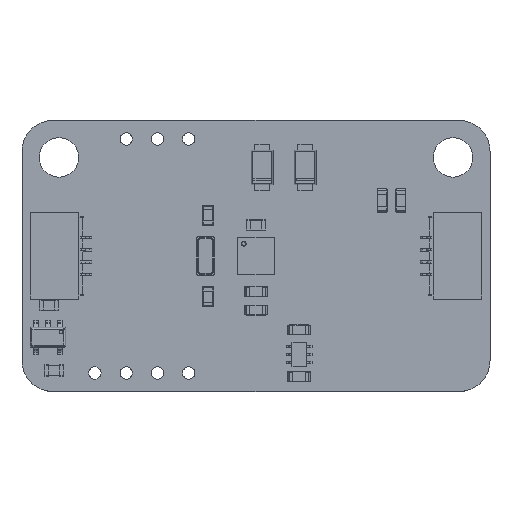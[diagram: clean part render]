
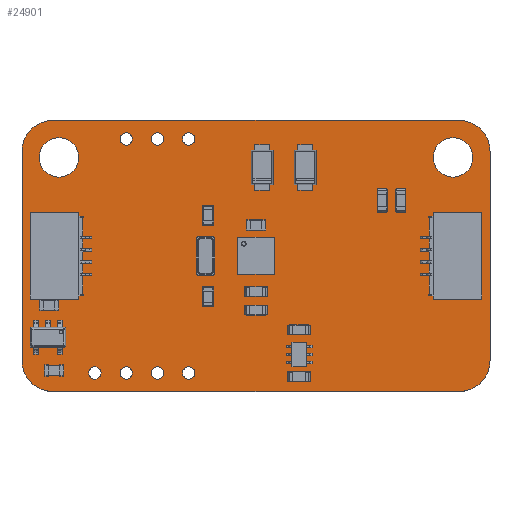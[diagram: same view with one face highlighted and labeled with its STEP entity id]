
A CAD part, top view. The second image highlights one B-rep face of the part: STEP entity #24901.
In plain terms, the highlighted planar face has unit normal (0, 0, 1).
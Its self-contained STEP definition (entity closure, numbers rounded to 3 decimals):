
#24653 = VERTEX_POINT('',#24654);
#24654 = CARTESIAN_POINT('',(35.5,22.,2.63));
#24660 = EDGE_CURVE('',#24653,#24661,#24663,.T.);
#24661 = VERTEX_POINT('',#24662);
#24662 = CARTESIAN_POINT('',(38.,19.5,2.63));
#24663 = CIRCLE('',#24664,2.5);
#24664 = AXIS2_PLACEMENT_3D('',#24665,#24666,#24667);
#24665 = CARTESIAN_POINT('',(35.5,19.5,2.63));
#24666 = DIRECTION('',(0.,0.,-1.));
#24667 = DIRECTION('',(0.,1.,0.));
#24695 = VERTEX_POINT('',#24696);
#24696 = CARTESIAN_POINT('',(2.5,22.,2.63));
#24702 = EDGE_CURVE('',#24695,#24653,#24703,.T.);
#24703 = LINE('',#24704,#24705);
#24704 = CARTESIAN_POINT('',(2.5,22.,2.63));
#24705 = VECTOR('',#24706,1.);
#24706 = DIRECTION('',(1.,0.,0.));
#24724 = EDGE_CURVE('',#24661,#24725,#24727,.T.);
#24725 = VERTEX_POINT('',#24726);
#24726 = CARTESIAN_POINT('',(38.,2.5,2.63));
#24727 = LINE('',#24728,#24729);
#24728 = CARTESIAN_POINT('',(38.,19.5,2.63));
#24729 = VECTOR('',#24730,1.);
#24730 = DIRECTION('',(0.,-1.,0.));
#24901 = ADVANCED_FACE('',(#24902,#24948,#24959,#24970,#24981,#24992,
    #25003,#25014,#25025,#25036),#25047,.T.);
#24902 = FACE_BOUND('',#24903,.T.);
#24903 = EDGE_LOOP('',(#24904,#24905,#24906,#24915,#24923,#24932,#24940,
    #24947));
#24904 = ORIENTED_EDGE('',*,*,#24660,.F.);
#24905 = ORIENTED_EDGE('',*,*,#24702,.F.);
#24906 = ORIENTED_EDGE('',*,*,#24907,.F.);
#24907 = EDGE_CURVE('',#24908,#24695,#24910,.T.);
#24908 = VERTEX_POINT('',#24909);
#24909 = CARTESIAN_POINT('',(0.,19.5,2.63));
#24910 = CIRCLE('',#24911,2.5);
#24911 = AXIS2_PLACEMENT_3D('',#24912,#24913,#24914);
#24912 = CARTESIAN_POINT('',(2.5,19.5,2.63));
#24913 = DIRECTION('',(0.,0.,-1.));
#24914 = DIRECTION('',(-1.,0.,-0.));
#24915 = ORIENTED_EDGE('',*,*,#24916,.F.);
#24916 = EDGE_CURVE('',#24917,#24908,#24919,.T.);
#24917 = VERTEX_POINT('',#24918);
#24918 = CARTESIAN_POINT('',(0.,2.5,2.63));
#24919 = LINE('',#24920,#24921);
#24920 = CARTESIAN_POINT('',(0.,2.5,2.63));
#24921 = VECTOR('',#24922,1.);
#24922 = DIRECTION('',(0.,1.,0.));
#24923 = ORIENTED_EDGE('',*,*,#24924,.F.);
#24924 = EDGE_CURVE('',#24925,#24917,#24927,.T.);
#24925 = VERTEX_POINT('',#24926);
#24926 = CARTESIAN_POINT('',(2.5,0.,2.63));
#24927 = CIRCLE('',#24928,2.5);
#24928 = AXIS2_PLACEMENT_3D('',#24929,#24930,#24931);
#24929 = CARTESIAN_POINT('',(2.5,2.5,2.63));
#24930 = DIRECTION('',(0.,0.,-1.));
#24931 = DIRECTION('',(0.,-1.,0.));
#24932 = ORIENTED_EDGE('',*,*,#24933,.F.);
#24933 = EDGE_CURVE('',#24934,#24925,#24936,.T.);
#24934 = VERTEX_POINT('',#24935);
#24935 = CARTESIAN_POINT('',(35.5,0.,2.63));
#24936 = LINE('',#24937,#24938);
#24937 = CARTESIAN_POINT('',(35.5,0.,2.63));
#24938 = VECTOR('',#24939,1.);
#24939 = DIRECTION('',(-1.,0.,0.));
#24940 = ORIENTED_EDGE('',*,*,#24941,.F.);
#24941 = EDGE_CURVE('',#24725,#24934,#24942,.T.);
#24942 = CIRCLE('',#24943,2.5);
#24943 = AXIS2_PLACEMENT_3D('',#24944,#24945,#24946);
#24944 = CARTESIAN_POINT('',(35.5,2.5,2.63));
#24945 = DIRECTION('',(0.,0.,-1.));
#24946 = DIRECTION('',(1.,0.,0.));
#24947 = ORIENTED_EDGE('',*,*,#24724,.F.);
#24948 = FACE_BOUND('',#24949,.T.);
#24949 = EDGE_LOOP('',(#24950));
#24950 = ORIENTED_EDGE('',*,*,#24951,.T.);
#24951 = EDGE_CURVE('',#24952,#24952,#24954,.T.);
#24952 = VERTEX_POINT('',#24953);
#24953 = CARTESIAN_POINT('',(5.92,1.,2.63));
#24954 = CIRCLE('',#24955,0.5);
#24955 = AXIS2_PLACEMENT_3D('',#24956,#24957,#24958);
#24956 = CARTESIAN_POINT('',(5.92,1.5,2.63));
#24957 = DIRECTION('',(-0.,0.,-1.));
#24958 = DIRECTION('',(-0.,-1.,0.));
#24959 = FACE_BOUND('',#24960,.T.);
#24960 = EDGE_LOOP('',(#24961));
#24961 = ORIENTED_EDGE('',*,*,#24962,.T.);
#24962 = EDGE_CURVE('',#24963,#24963,#24965,.T.);
#24963 = VERTEX_POINT('',#24964);
#24964 = CARTESIAN_POINT('',(8.46,1.,2.63));
#24965 = CIRCLE('',#24966,0.5);
#24966 = AXIS2_PLACEMENT_3D('',#24967,#24968,#24969);
#24967 = CARTESIAN_POINT('',(8.46,1.5,2.63));
#24968 = DIRECTION('',(-0.,0.,-1.));
#24969 = DIRECTION('',(-0.,-1.,0.));
#24970 = FACE_BOUND('',#24971,.T.);
#24971 = EDGE_LOOP('',(#24972));
#24972 = ORIENTED_EDGE('',*,*,#24973,.T.);
#24973 = EDGE_CURVE('',#24974,#24974,#24976,.T.);
#24974 = VERTEX_POINT('',#24975);
#24975 = CARTESIAN_POINT('',(11.,1.,2.63));
#24976 = CIRCLE('',#24977,0.5);
#24977 = AXIS2_PLACEMENT_3D('',#24978,#24979,#24980);
#24978 = CARTESIAN_POINT('',(11.,1.5,2.63));
#24979 = DIRECTION('',(-0.,0.,-1.));
#24980 = DIRECTION('',(-0.,-1.,0.));
#24981 = FACE_BOUND('',#24982,.T.);
#24982 = EDGE_LOOP('',(#24983));
#24983 = ORIENTED_EDGE('',*,*,#24984,.T.);
#24984 = EDGE_CURVE('',#24985,#24985,#24987,.T.);
#24985 = VERTEX_POINT('',#24986);
#24986 = CARTESIAN_POINT('',(13.54,1.,2.63));
#24987 = CIRCLE('',#24988,0.5);
#24988 = AXIS2_PLACEMENT_3D('',#24989,#24990,#24991);
#24989 = CARTESIAN_POINT('',(13.54,1.5,2.63));
#24990 = DIRECTION('',(-0.,0.,-1.));
#24991 = DIRECTION('',(-0.,-1.,0.));
#24992 = FACE_BOUND('',#24993,.T.);
#24993 = EDGE_LOOP('',(#24994));
#24994 = ORIENTED_EDGE('',*,*,#24995,.T.);
#24995 = EDGE_CURVE('',#24996,#24996,#24998,.T.);
#24996 = VERTEX_POINT('',#24997);
#24997 = CARTESIAN_POINT('',(3.,17.4,2.63));
#24998 = CIRCLE('',#24999,1.6);
#24999 = AXIS2_PLACEMENT_3D('',#25000,#25001,#25002);
#25000 = CARTESIAN_POINT('',(3.,19.,2.63));
#25001 = DIRECTION('',(-0.,0.,-1.));
#25002 = DIRECTION('',(-0.,-1.,0.));
#25003 = FACE_BOUND('',#25004,.T.);
#25004 = EDGE_LOOP('',(#25005));
#25005 = ORIENTED_EDGE('',*,*,#25006,.T.);
#25006 = EDGE_CURVE('',#25007,#25007,#25009,.T.);
#25007 = VERTEX_POINT('',#25008);
#25008 = CARTESIAN_POINT('',(8.46,20.,2.63));
#25009 = CIRCLE('',#25010,0.5);
#25010 = AXIS2_PLACEMENT_3D('',#25011,#25012,#25013);
#25011 = CARTESIAN_POINT('',(8.46,20.5,2.63));
#25012 = DIRECTION('',(-0.,0.,-1.));
#25013 = DIRECTION('',(-0.,-1.,0.));
#25014 = FACE_BOUND('',#25015,.T.);
#25015 = EDGE_LOOP('',(#25016));
#25016 = ORIENTED_EDGE('',*,*,#25017,.T.);
#25017 = EDGE_CURVE('',#25018,#25018,#25020,.T.);
#25018 = VERTEX_POINT('',#25019);
#25019 = CARTESIAN_POINT('',(11.,20.,2.63));
#25020 = CIRCLE('',#25021,0.5);
#25021 = AXIS2_PLACEMENT_3D('',#25022,#25023,#25024);
#25022 = CARTESIAN_POINT('',(11.,20.5,2.63));
#25023 = DIRECTION('',(-0.,0.,-1.));
#25024 = DIRECTION('',(-0.,-1.,0.));
#25025 = FACE_BOUND('',#25026,.T.);
#25026 = EDGE_LOOP('',(#25027));
#25027 = ORIENTED_EDGE('',*,*,#25028,.T.);
#25028 = EDGE_CURVE('',#25029,#25029,#25031,.T.);
#25029 = VERTEX_POINT('',#25030);
#25030 = CARTESIAN_POINT('',(13.54,20.,2.63));
#25031 = CIRCLE('',#25032,0.5);
#25032 = AXIS2_PLACEMENT_3D('',#25033,#25034,#25035);
#25033 = CARTESIAN_POINT('',(13.54,20.5,2.63));
#25034 = DIRECTION('',(-0.,0.,-1.));
#25035 = DIRECTION('',(-0.,-1.,0.));
#25036 = FACE_BOUND('',#25037,.T.);
#25037 = EDGE_LOOP('',(#25038));
#25038 = ORIENTED_EDGE('',*,*,#25039,.T.);
#25039 = EDGE_CURVE('',#25040,#25040,#25042,.T.);
#25040 = VERTEX_POINT('',#25041);
#25041 = CARTESIAN_POINT('',(35.,17.4,2.63));
#25042 = CIRCLE('',#25043,1.6);
#25043 = AXIS2_PLACEMENT_3D('',#25044,#25045,#25046);
#25044 = CARTESIAN_POINT('',(35.,19.,2.63));
#25045 = DIRECTION('',(-0.,0.,-1.));
#25046 = DIRECTION('',(-0.,-1.,0.));
#25047 = PLANE('',#25048);
#25048 = AXIS2_PLACEMENT_3D('',#25049,#25050,#25051);
#25049 = CARTESIAN_POINT('',(0.,0.,2.63));
#25050 = DIRECTION('',(0.,0.,1.));
#25051 = DIRECTION('',(1.,0.,-0.));
